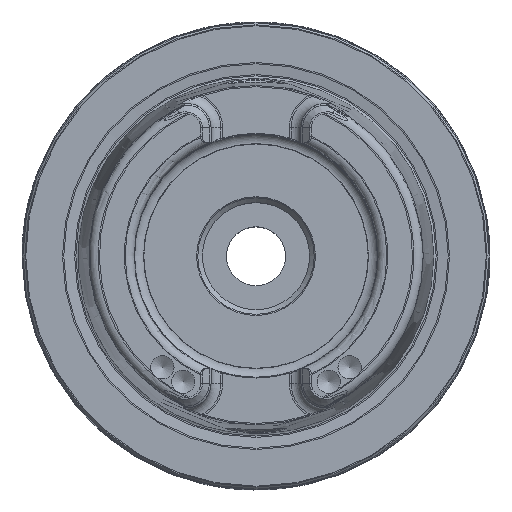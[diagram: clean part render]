
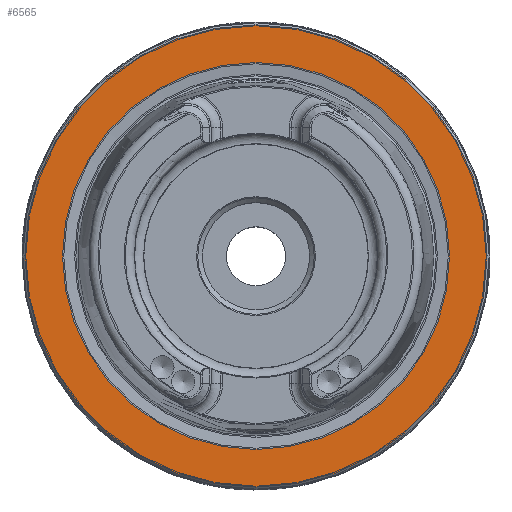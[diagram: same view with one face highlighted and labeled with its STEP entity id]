
A CAD part, top view. The second image highlights one B-rep face of the part: STEP entity #6565.
In plain terms, the highlighted planar face has unit normal (0, 0, 1).
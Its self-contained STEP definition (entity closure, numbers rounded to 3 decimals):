
#737=PLANE('',#7070);
#1603=ORIENTED_EDGE('',*,*,#2491,.T.);
#1604=ORIENTED_EDGE('',*,*,#2490,.F.);
#2490=EDGE_CURVE('',#2998,#2998,#3278,.T.);
#2491=EDGE_CURVE('',#2999,#2999,#3279,.T.);
#2998=VERTEX_POINT('',#10375);
#2999=VERTEX_POINT('',#10378);
#3278=CIRCLE('',#7069,33.201);
#3279=CIRCLE('',#7071,39.65);
#3613=EDGE_LOOP('',(#1603));
#3614=EDGE_LOOP('',(#1604));
#4049=FACE_BOUND('',#3613,.T.);
#4050=FACE_BOUND('',#3614,.T.);
#6565=ADVANCED_FACE('',(#4049,#4050),#737,.T.);
#7069=AXIS2_PLACEMENT_3D('',#10374,#8150,#8151);
#7070=AXIS2_PLACEMENT_3D('',#10376,#8152,#8153);
#7071=AXIS2_PLACEMENT_3D('',#10377,#8154,#8155);
#8150=DIRECTION('',(0.,0.,1.));
#8151=DIRECTION('',(1.,0.,0.));
#8152=DIRECTION('',(0.,0.,1.));
#8153=DIRECTION('',(1.,0.,0.));
#8154=DIRECTION('',(0.,0.,1.));
#8155=DIRECTION('',(1.,0.,0.));
#10374=CARTESIAN_POINT('',(0.,0.,0.2));
#10375=CARTESIAN_POINT('',(33.201,0.,0.2));
#10376=CARTESIAN_POINT('',(33.201,0.,0.2));
#10377=CARTESIAN_POINT('',(0.,0.,0.2));
#10378=CARTESIAN_POINT('',(39.65,0.,0.2));
